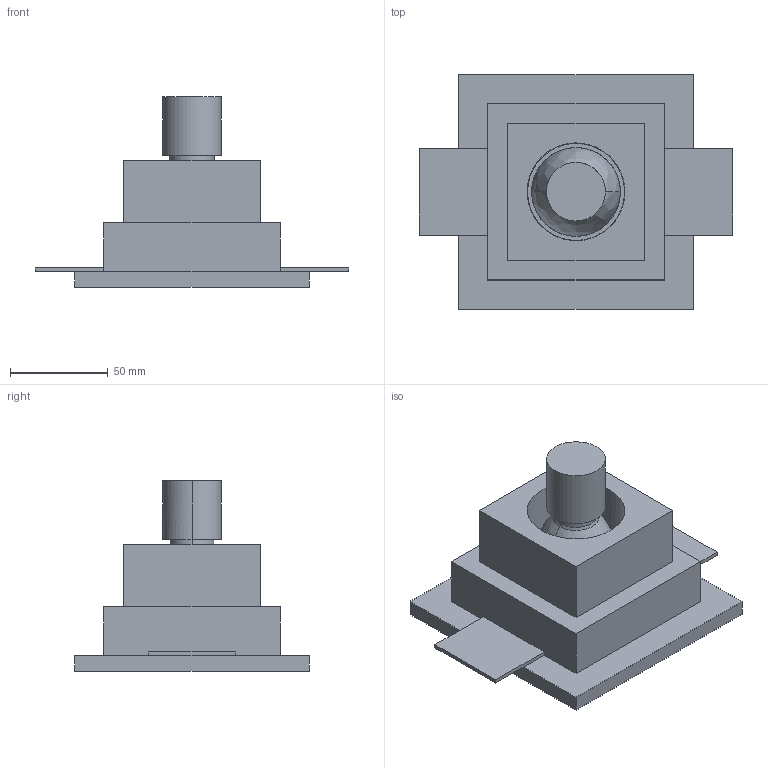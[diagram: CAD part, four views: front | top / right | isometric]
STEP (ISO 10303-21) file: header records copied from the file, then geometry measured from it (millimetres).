
FILE_DESCRIPTION(/* description */ (''),/* implementation_level */ '2;1');
FILE_NAME(/* name */ 'T28_Attica Glass',/* time_stamp */ '2020-10-31T09:44:01+01:00',/* author */ (''),/* organization */ (''),/* preprocessor_version */ 'ST-DEVELOPER v16.5',/* originating_system */ '',/* authorisation */ '');
FILE_SCHEMA (('AUTOMOTIVE_DESIGN'));
Length unit declared in the file: millimetre
Products named in the file (1): Document
Bounding box: 160 x 120 x 97.4 mm (x, y, z)
Volume: 307934.9 mm3; surface area: 101566 mm2
Topology: 10 solids, 10 shells, 165 faces, 358 edges, 217 vertices
Faces by surface type: bspline 165
Entity records: 11066 total; most frequent: CARTESIAN_POINT 6536, B_SPLINE_CURVE_WITH_KNOTS 793, ORIENTED_EDGE 696, PCURVE 696, DEFINITIONAL_REPRESENTATION 696, SURFACE_CURVE 348, EDGE_CURVE 348, VERTEX_POINT 217
